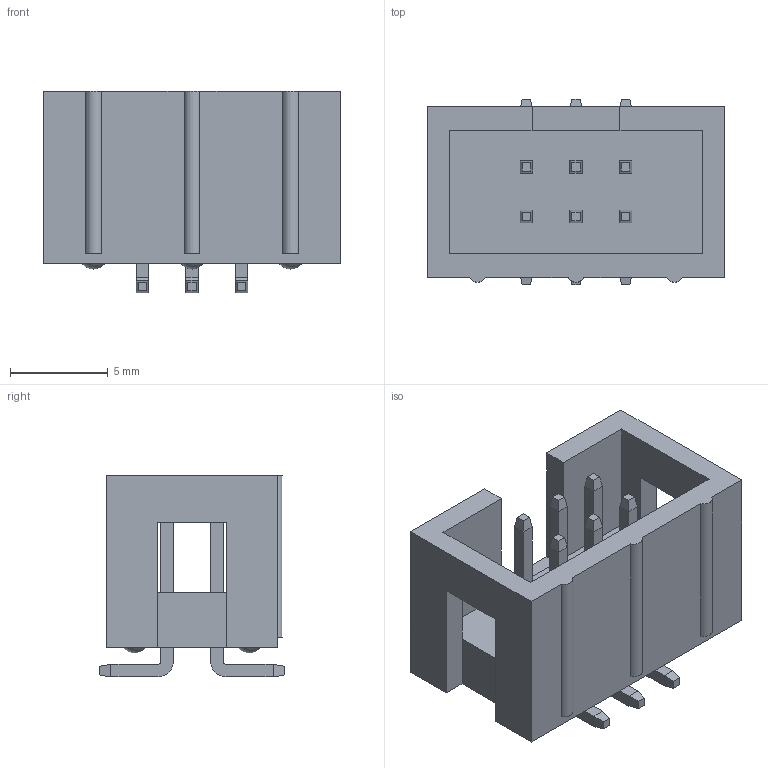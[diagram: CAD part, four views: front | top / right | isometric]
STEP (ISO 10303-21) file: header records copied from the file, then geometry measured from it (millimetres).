
FILE_DESCRIPTION (( 'STEP AP203' ), '1' );
FILE_NAME ('2316SM-06G-BK-F5-TYJ.STEP', '2021-05-07T02:29:10', ( '' ), ( '' ), 'SwSTEP 2.0', 'SolidWorks 2018', '' );
FILE_SCHEMA (( 'CONFIG_CONTROL_DESIGN' ));
Length unit declared in the file: millimetre
Products named in the file (3): 801-2316-06; 零件1^2316SM-06G-BK-F5-TYJYJYJ; 2316SM-06G-BK-F5-TYJ
Assembly tree (7 placements, depth 2):
  2316SM-06G-BK-F5-TYJ
    801-2316-06
    零件1^2316SM-06G-BK-F5-TYJYJYJ  x6
Bounding box: 15.24 x 9.5 x 10.32 mm (x, y, z)
Volume: 625.8 mm3; surface area: 1107.8 mm2
Topology: 7 solids, 7 shells, 168 faces, 408 edges, 256 vertices
Faces by surface type: plane 147, cylinder 15, sphere 6
Entity records: 2881 total; most frequent: CARTESIAN_POINT 432, ORIENTED_EDGE 416, DIRECTION 400, EDGE_CURVE 208, VECTOR 192, LINE 192, VERTEX_POINT 136, AXIS2_PLACEMENT_3D 104
